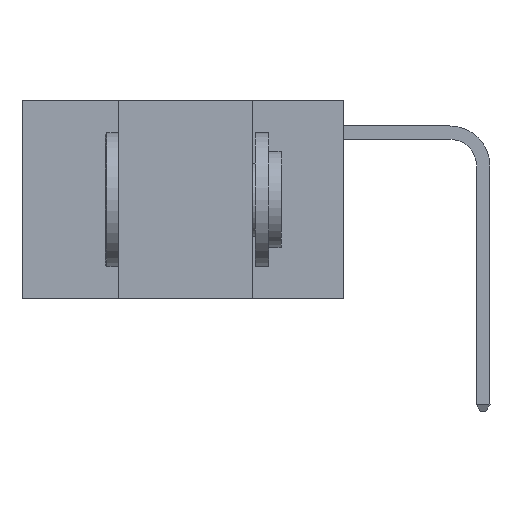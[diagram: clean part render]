
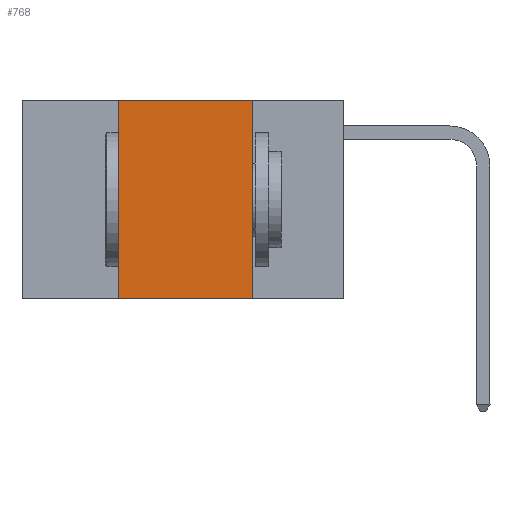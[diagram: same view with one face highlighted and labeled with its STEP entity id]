
A CAD part, left-side view. The second image highlights one B-rep face of the part: STEP entity #768.
In plain terms, the highlighted planar face has unit normal (-1, 0, 0).
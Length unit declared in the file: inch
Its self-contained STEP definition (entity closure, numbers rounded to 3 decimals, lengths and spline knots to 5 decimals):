
#378 = CARTESIAN_POINT ( 'NONE',  ( 0., 0.42, 0. ) ) ;
#768 = ADVANCED_FACE ( 'NONE', ( #14040 ), #13445, .F. ) ;
#1017 = ORIENTED_EDGE ( 'NONE', *, *, #9951, .T. ) ;
#1241 = CARTESIAN_POINT ( 'NONE',  ( 0., 0.6, -0.37 ) ) ;
#1259 = CARTESIAN_POINT ( 'NONE',  ( 0., 0.42, -0.37 ) ) ;
#1343 = CARTESIAN_POINT ( 'NONE',  ( 0., 0.42, 0. ) ) ;
#2528 = EDGE_CURVE ( 'NONE', #12667, #15184, #8353, .T. ) ;
#2549 = DIRECTION ( 'NONE',  ( 0., -1., 0. ) ) ;
#4329 = VECTOR ( 'NONE', #2549, 39.37008 ) ;
#4545 = CARTESIAN_POINT ( 'NONE',  ( 0., 0.6, 0. ) ) ;
#4724 = LINE ( 'NONE', #1241, #4329 ) ;
#5179 = EDGE_CURVE ( 'NONE', #11638, #8983, #8694, .T. ) ;
#5569 = ORIENTED_EDGE ( 'NONE', *, *, #2528, .F. ) ;
#5866 = EDGE_LOOP ( 'NONE', ( #13087, #8075, #5569, #1017 ) ) ;
#7078 = EDGE_CURVE ( 'NONE', #15184, #11638, #13129, .T. ) ;
#7118 = CARTESIAN_POINT ( 'NONE',  ( 0., 0.17, 0. ) ) ;
#7122 = DIRECTION ( 'NONE',  ( 0., -1., 0. ) ) ;
#7870 = CARTESIAN_POINT ( 'NONE',  ( 0., 0.17, -0.37 ) ) ;
#8075 = ORIENTED_EDGE ( 'NONE', *, *, #7078, .F. ) ;
#8311 = VECTOR ( 'NONE', #11792, 39.37008 ) ;
#8353 = LINE ( 'NONE', #1343, #8311 ) ;
#8525 = VECTOR ( 'NONE', #13156, 39.37008 ) ;
#8694 = LINE ( 'NONE', #13351, #8525 ) ;
#8983 = VERTEX_POINT ( 'NONE', #7870 ) ;
#9951 = EDGE_CURVE ( 'NONE', #12667, #8983, #4724, .T. ) ;
#10383 = AXIS2_PLACEMENT_3D ( 'NONE', #13332, #13297, #13293 ) ;
#11638 = VERTEX_POINT ( 'NONE', #7118 ) ;
#11792 = DIRECTION ( 'NONE',  ( 0., 0., 1. ) ) ;
#12016 = VECTOR ( 'NONE', #7122, 39.37008 ) ;
#12667 = VERTEX_POINT ( 'NONE', #1259 ) ;
#13087 = ORIENTED_EDGE ( 'NONE', *, *, #5179, .F. ) ;
#13129 = LINE ( 'NONE', #4545, #12016 ) ;
#13156 = DIRECTION ( 'NONE',  ( 0., 0., -1. ) ) ;
#13293 = DIRECTION ( 'NONE',  ( 0., 0., -1. ) ) ;
#13297 = DIRECTION ( 'NONE',  ( 1., 0., 0. ) ) ;
#13332 = CARTESIAN_POINT ( 'NONE',  ( 0., 0.6, 0. ) ) ;
#13351 = CARTESIAN_POINT ( 'NONE',  ( 0., 0.17, 0. ) ) ;
#13445 = PLANE ( 'NONE',  #10383 ) ;
#14040 = FACE_OUTER_BOUND ( 'NONE', #5866, .T. ) ;
#15184 = VERTEX_POINT ( 'NONE', #378 ) ;
